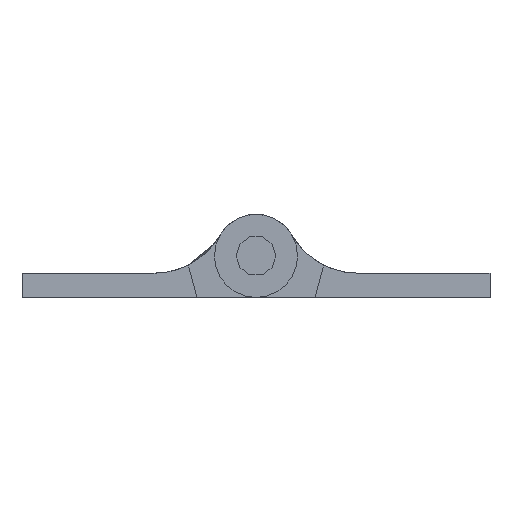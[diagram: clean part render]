
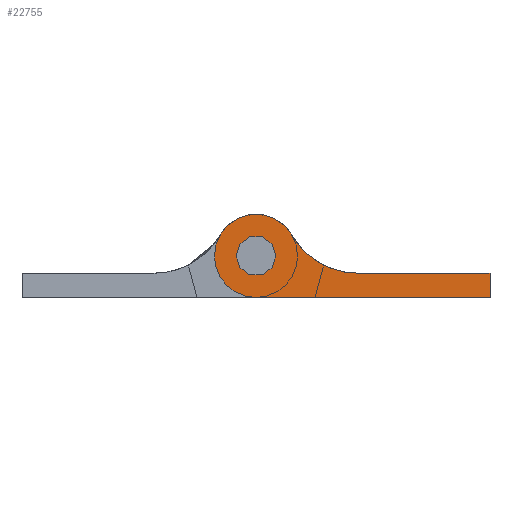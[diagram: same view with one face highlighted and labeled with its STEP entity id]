
A CAD part, front view. The second image highlights one B-rep face of the part: STEP entity #22755.
In plain terms, the highlighted face is planar.
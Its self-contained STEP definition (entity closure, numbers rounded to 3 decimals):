
#437 = CARTESIAN_POINT ( 'NONE',  ( 5.889, 3.4, 914.4 ) ) ;
#859 = LINE ( 'NONE', #21347, #10971 ) ;
#1196 = AXIS2_PLACEMENT_3D ( 'NONE', #437, #3249, #17151 ) ;
#1495 = EDGE_CURVE ( 'NONE', #10623, #3765, #17049, .T. ) ;
#1567 = VERTEX_POINT ( 'NONE', #28496 ) ;
#1645 = EDGE_CURVE ( 'NONE', #20446, #33525, #16581, .T. ) ;
#1958 = DIRECTION ( 'NONE',  ( 0., 0., 1. ) ) ;
#1999 = AXIS2_PLACEMENT_3D ( 'NONE', #5098, #17994, #11585 ) ;
#2073 = VECTOR ( 'NONE', #9084, 1000. ) ;
#2087 = ORIENTED_EDGE ( 'NONE', *, *, #14693, .T. ) ;
#2168 = DIRECTION ( 'NONE',  ( 1., 0., 0. ) ) ;
#2208 = CARTESIAN_POINT ( 'NONE',  ( 0., 0., 914.4 ) ) ;
#2690 = ORIENTED_EDGE ( 'NONE', *, *, #23971, .T. ) ;
#2709 = EDGE_CURVE ( 'NONE', #3765, #10623, #20760, .T. ) ;
#3249 = DIRECTION ( 'NONE',  ( 0., 0., -1. ) ) ;
#3765 = VERTEX_POINT ( 'NONE', #17740 ) ;
#3866 = FACE_BOUND ( 'NONE', #11550, .T. ) ;
#4272 = FACE_OUTER_BOUND ( 'NONE', #16973, .T. ) ;
#4632 = CIRCLE ( 'NONE', #25176, 2.4 ) ;
#5098 = CARTESIAN_POINT ( 'NONE',  ( 0., 0., 914.4 ) ) ;
#5644 = VERTEX_POINT ( 'NONE', #14370 ) ;
#7073 = VERTEX_POINT ( 'NONE', #17637 ) ;
#7478 = DIRECTION ( 'NONE',  ( 1., 0., 0. ) ) ;
#8411 = LINE ( 'NONE', #35407, #13718 ) ;
#9040 = CIRCLE ( 'NONE', #1196, 4.4 ) ;
#9084 = DIRECTION ( 'NONE',  ( -1., 0., 0. ) ) ;
#9721 = EDGE_CURVE ( 'NONE', #1567, #20446, #859, .T. ) ;
#10623 = VERTEX_POINT ( 'NONE', #22774 ) ;
#10649 = ORIENTED_EDGE ( 'NONE', *, *, #16107, .T. ) ;
#10971 = VECTOR ( 'NONE', #26759, 1000. ) ;
#11550 = EDGE_LOOP ( 'NONE', ( #19256, #16624 ) ) ;
#11585 = DIRECTION ( 'NONE',  ( 1., 0., 0. ) ) ;
#11738 = AXIS2_PLACEMENT_3D ( 'NONE', #24530, #27592, #2168 ) ;
#12714 = ORIENTED_EDGE ( 'NONE', *, *, #24671, .T. ) ;
#12784 = PLANE ( 'NONE',  #28893 ) ;
#13060 = CARTESIAN_POINT ( 'NONE',  ( 13.5, -1., 914.4 ) ) ;
#13542 = DIRECTION ( 'NONE',  ( 0., 0., 1. ) ) ;
#13718 = VECTOR ( 'NONE', #7478, 1000. ) ;
#13835 = ORIENTED_EDGE ( 'NONE', *, *, #9721, .T. ) ;
#14370 = CARTESIAN_POINT ( 'NONE',  ( 2.078, 1.2, 914.4 ) ) ;
#14693 = EDGE_CURVE ( 'NONE', #5644, #7073, #16324, .T. ) ;
#15580 = DIRECTION ( 'NONE',  ( 1., 0., 0. ) ) ;
#16107 = EDGE_CURVE ( 'NONE', #33114, #1567, #8411, .T. ) ;
#16324 = CIRCLE ( 'NONE', #11738, 2.4 ) ;
#16581 = LINE ( 'NONE', #34636, #2073 ) ;
#16624 = ORIENTED_EDGE ( 'NONE', *, *, #2709, .F. ) ;
#16973 = EDGE_LOOP ( 'NONE', ( #12714, #2087, #2690, #10649, #13835, #24750 ) ) ;
#17049 = CIRCLE ( 'NONE', #1999, 1.15 ) ;
#17151 = DIRECTION ( 'NONE',  ( 1., 0., 0. ) ) ;
#17637 = CARTESIAN_POINT ( 'NONE',  ( -2.4, 0., 914.4 ) ) ;
#17740 = CARTESIAN_POINT ( 'NONE',  ( 1.15, 0., 914.4 ) ) ;
#17994 = DIRECTION ( 'NONE',  ( 0., 0., 1. ) ) ;
#19256 = ORIENTED_EDGE ( 'NONE', *, *, #1495, .F. ) ;
#20446 = VERTEX_POINT ( 'NONE', #13060 ) ;
#20760 = CIRCLE ( 'NONE', #24664, 1.15 ) ;
#21347 = CARTESIAN_POINT ( 'NONE',  ( 13.5, -2.4, 914.4 ) ) ;
#21723 = DIRECTION ( 'NONE',  ( 1., 0., 0. ) ) ;
#22755 = ADVANCED_FACE ( 'NONE', ( #4272, #3866 ), #12784, .T. ) ;
#22774 = CARTESIAN_POINT ( 'NONE',  ( -1.15, 0., 914.4 ) ) ;
#23971 = EDGE_CURVE ( 'NONE', #7073, #33114, #4632, .T. ) ;
#24322 = CARTESIAN_POINT ( 'NONE',  ( 5.889, -1., 914.4 ) ) ;
#24530 = CARTESIAN_POINT ( 'NONE',  ( 0., 0., 914.4 ) ) ;
#24664 = AXIS2_PLACEMENT_3D ( 'NONE', #2208, #13542, #24695 ) ;
#24671 = EDGE_CURVE ( 'NONE', #33525, #5644, #9040, .T. ) ;
#24695 = DIRECTION ( 'NONE',  ( 1., 0., 0. ) ) ;
#24750 = ORIENTED_EDGE ( 'NONE', *, *, #1645, .T. ) ;
#25176 = AXIS2_PLACEMENT_3D ( 'NONE', #30482, #1958, #21723 ) ;
#26759 = DIRECTION ( 'NONE',  ( 0., 1., 0. ) ) ;
#26996 = CARTESIAN_POINT ( 'NONE',  ( 5.889, 3.4, 914.4 ) ) ;
#27592 = DIRECTION ( 'NONE',  ( 0., 0., 1. ) ) ;
#28496 = CARTESIAN_POINT ( 'NONE',  ( 13.5, -2.4, 914.4 ) ) ;
#28893 = AXIS2_PLACEMENT_3D ( 'NONE', #26996, #32777, #15580 ) ;
#30482 = CARTESIAN_POINT ( 'NONE',  ( 0., 0., 914.4 ) ) ;
#32777 = DIRECTION ( 'NONE',  ( 0., 0., 1. ) ) ;
#33114 = VERTEX_POINT ( 'NONE', #36314 ) ;
#33525 = VERTEX_POINT ( 'NONE', #24322 ) ;
#34636 = CARTESIAN_POINT ( 'NONE',  ( 13.5, -1., 914.4 ) ) ;
#35407 = CARTESIAN_POINT ( 'NONE',  ( 0., -2.4, 914.4 ) ) ;
#36314 = CARTESIAN_POINT ( 'NONE',  ( 0., -2.4, 914.4 ) ) ;
